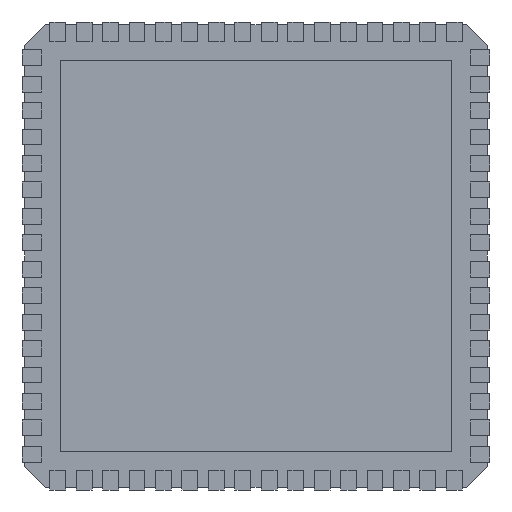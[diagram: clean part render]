
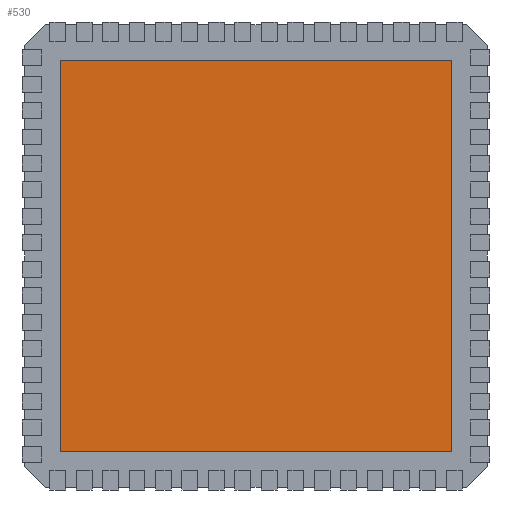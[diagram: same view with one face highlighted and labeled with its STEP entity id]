
A CAD part, front view. The second image highlights one B-rep face of the part: STEP entity #530.
In plain terms, the highlighted planar face has unit normal (0, -1, 0).
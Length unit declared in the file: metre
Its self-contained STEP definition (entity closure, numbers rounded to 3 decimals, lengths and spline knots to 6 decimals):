
#530 = ADVANCED_FACE( '', ( #1415 ), #1416, .T. );
#1415 = FACE_OUTER_BOUND( '', #2656, .T. );
#1416 = PLANE( '', #2657 );
#2656 = EDGE_LOOP( '', ( #4190, #4191, #4192, #4193 ) );
#2657 = AXIS2_PLACEMENT_3D( '', #4194, #4195, #4196 );
#4190 = ORIENTED_EDGE( '', *, *, #8101, .T. );
#4191 = ORIENTED_EDGE( '', *, *, #8102, .T. );
#4192 = ORIENTED_EDGE( '', *, *, #8094, .T. );
#4193 = ORIENTED_EDGE( '', *, *, #8103, .T. );
#4194 = CARTESIAN_POINT( '', ( 0.00085, 0., -0.00825 ) );
#4195 = DIRECTION( '', ( 0., -1., 0. ) );
#4196 = DIRECTION( '', ( 0., 0., -1. ) );
#8094 = EDGE_CURVE( '', #9905, #9910, #9912, .T. );
#8101 = EDGE_CURVE( '', #9923, #9924, #9925, .T. );
#8102 = EDGE_CURVE( '', #9924, #9905, #9926, .T. );
#8103 = EDGE_CURVE( '', #9910, #9923, #9927, .T. );
#9905 = VERTEX_POINT( '', #12537 );
#9910 = VERTEX_POINT( '', #12544 );
#9912 = LINE( '', #12547, #12548 );
#9923 = VERTEX_POINT( '', #12563 );
#9924 = VERTEX_POINT( '', #12564 );
#9925 = LINE( '', #12565, #12566 );
#9926 = LINE( '', #12567, #12568 );
#9927 = LINE( '', #12569, #12570 );
#12537 = CARTESIAN_POINT( '', ( 0.00825, 0., -0.00825 ) );
#12544 = CARTESIAN_POINT( '', ( 0.00825, 0., -0.00085 ) );
#12547 = CARTESIAN_POINT( '', ( 0.00825, 0., -0.00085 ) );
#12548 = VECTOR( '', #15753, 1. );
#12563 = CARTESIAN_POINT( '', ( 0.00085, 0., -0.00085 ) );
#12564 = CARTESIAN_POINT( '', ( 0.00085, 0., -0.00825 ) );
#12565 = CARTESIAN_POINT( '', ( 0.00085, 0., -0.00085 ) );
#12566 = VECTOR( '', #15758, 1. );
#12567 = CARTESIAN_POINT( '', ( 0.00085, 0., -0.00825 ) );
#12568 = VECTOR( '', #15759, 1. );
#12569 = CARTESIAN_POINT( '', ( 0.00085, 0., -0.00085 ) );
#12570 = VECTOR( '', #15760, 1. );
#15753 = DIRECTION( '', ( 0., 0., 1. ) );
#15758 = DIRECTION( '', ( 0., 0., -1. ) );
#15759 = DIRECTION( '', ( 1., 0., 0. ) );
#15760 = DIRECTION( '', ( -1., 0., 0. ) );
